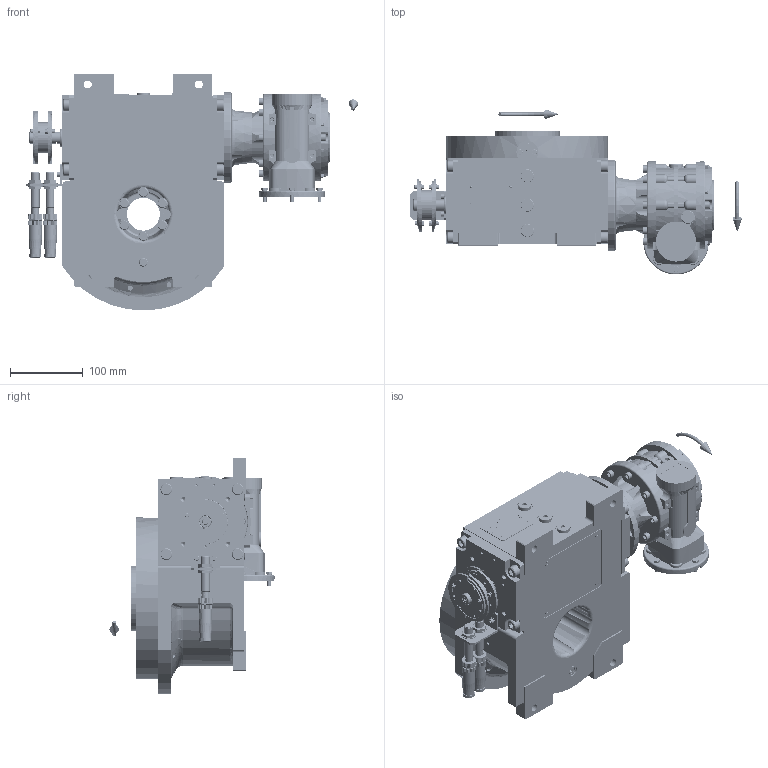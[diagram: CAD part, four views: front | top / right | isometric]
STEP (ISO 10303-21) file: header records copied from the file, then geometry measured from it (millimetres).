
FILE_DESCRIPTION (( 'STEP AP203' ), '1' );
FILE_NAME ('PC5201824.step', '2026-02-09T14:06:40', ( '' ), ( '' ), 'SwSTEP 2.0', 'SolidWorks 2020', '' );
FILE_SCHEMA (( 'CONFIG_CONTROL_DESIGN' ));
Length unit declared in the file: millimetre
Products named in the file (90): cfn2000_01_184; freccia_angolare_albero; cfn2000_01_126; cfn2155_01_056; CFN2000_01_185.stp; cfn2115_02_161; cfn2003_01_054; cfn2000_01_124; AS_cfn2400_04_024; cfn2070_05_005; cfn2077_01_018; PC5201824; CFN2223_01-570X6-B.stp; CFN2104_02_017.stp; 900_38_30_003; AS_900_38_30_003; cfn2000_01_103; cfn2158_01_011; AS_rig06_002_bl_010; freccia_angolare; cfn2151_01_090; cfn2128_04_004; rig06_002_bl_010; AS_rig06_071_16_m; cfn2151_01_290; rig06_017; rig06_004; AS_rig06_016; rig06_001_a; CFN2010_02_002.stp; cfn2205_01_013; rig06_007_master; AS_rig06_017; AS_900_38_10_028; AS_rig06_004; cfn2128_19_002; CFN2203_02_001.stp; cfn2158_01_010; cfn2115_02_194; cfn2401_02_005 ...
Assembly tree (86 placements, depth 5):
  cfn2077_01_018
  PC5201824
    rig06_001_a
    AS_cfn2476_01_002_60x46
      cfn2476_01_002_60x46
      cfn2107_01_001
      cfn2107_01_001
    AS_rig06_071_16_m
      rig06_071_16_m_asm.stp
        RIG06_005_ASM.stp
          RIG06_021_AF0.stp
          CFN2000_01_185.stp
          CFN2000_01_185.stp
          CFN2104_02_017.stp
        CFN2010_02_002.stp
      cfn2000_01_124
      cfn2000_01_124  x6
      cfn2104_01_016  x2
      cfn2155_01_303
      rig06_005_n_01
      rig06_003_16
      cfn2000_01_124
      cfn2000_01_124
      cfn2000_01_124
    AS_rig06_017
      rig06_017
      cfn2158_01_011
      cfn2000_01_126
      cfn2000_01_126
      cfn2000_01_126
      cfn2000_01_126
      cfn2000_01_126
      cfn2000_01_126
    AS_rig06_004_s_001
      rig06_004_s_001
      cfn2070_05_005
      cfn2000_01_103
      cfn2000_01_103
      cfn2000_01_103
      cfn2000_01_103
      cfn2155_01_056
    AS_rig06_004
      rig06_004
      cfn2070_05_005
      cfn2000_01_103
      cfn2000_01_103
      cfn2000_01_103
      cfn2000_01_103
      cfn2155_01_056
    AS_rig06_002_bl_010
      rig06_002_bl_010
      cfn2115_02_161
    cfn2128_04_004
    cfn2128_04_004
    cfn2128_04_004
    cfn2128_19_002
    AS_rig06_016
      rig06_016
      cfn2003_01_054
      cfn2003_01_054
Bounding box: 455.5 x 226.5 x 325 mm (x, y, z)
Volume: 3316012.6 mm3; surface area: 1019094.2 mm2
Topology: 74 solids, 74 shells, 5952 faces, 15218 edges, 9657 vertices
Faces by surface type: plane 2680, cylinder 2047, cone 1018, torus 181, bspline 20, sphere 6
Entity records: 168940 total; most frequent: CARTESIAN_POINT 44295, DIRECTION 24145, ORIENTED_EDGE 24032, EDGE_CURVE 12016, AXIS2_PLACEMENT_3D 8879, VERTEX_POINT 7711, LINE 6387, VECTOR 6387
